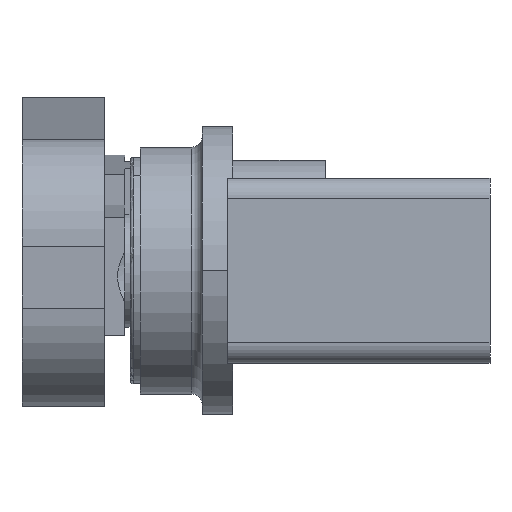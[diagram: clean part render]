
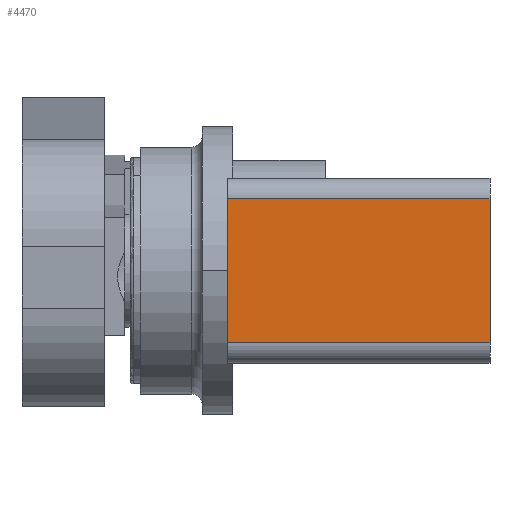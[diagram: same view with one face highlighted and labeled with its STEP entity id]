
A CAD part, left-side view. The second image highlights one B-rep face of the part: STEP entity #4470.
In plain terms, the highlighted planar face has unit normal (-1, 0, 0).
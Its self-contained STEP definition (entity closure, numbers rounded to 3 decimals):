
#300 = CARTESIAN_POINT ( 'NONE',  ( -26., 0., -7. ) ) ;
#1205 = VECTOR ( 'NONE', #6030, 1000. ) ;
#1524 = LINE ( 'NONE', #7350, #8087 ) ;
#2306 = LINE ( 'NONE', #7931, #5315 ) ;
#2423 = CARTESIAN_POINT ( 'NONE',  ( -26., 25.5, -9. ) ) ;
#2620 = ORIENTED_EDGE ( 'NONE', *, *, #8249, .T. ) ;
#3235 = AXIS2_PLACEMENT_3D ( 'NONE', #2423, #5722, #9009 ) ;
#3867 = DIRECTION ( 'NONE',  ( 0., -1., 0. ) ) ;
#3940 = EDGE_CURVE ( 'NONE', #9177, #6605, #1524, .T. ) ;
#4350 = EDGE_CURVE ( 'NONE', #9177, #7010, #2306, .T. ) ;
#4470 = ADVANCED_FACE ( 'NONE', ( #7335 ), #9065, .F. ) ;
#4672 = CARTESIAN_POINT ( 'NONE',  ( -26., 25.5, 7. ) ) ;
#4722 = LINE ( 'NONE', #4672, #7306 ) ;
#4763 = EDGE_CURVE ( 'NONE', #9058, #7010, #4722, .T. ) ;
#5041 = ORIENTED_EDGE ( 'NONE', *, *, #4350, .F. ) ;
#5315 = VECTOR ( 'NONE', #5557, 1000. ) ;
#5557 = DIRECTION ( 'NONE',  ( 0., 0., 1. ) ) ;
#5722 = DIRECTION ( 'NONE',  ( 1., 0., 0. ) ) ;
#5974 = CARTESIAN_POINT ( 'NONE',  ( -26., 0., -9. ) ) ;
#6030 = DIRECTION ( 'NONE',  ( 0., 0., 1. ) ) ;
#6304 = EDGE_LOOP ( 'NONE', ( #2620, #9440, #5041, #7670 ) ) ;
#6605 = VERTEX_POINT ( 'NONE', #300 ) ;
#7010 = VERTEX_POINT ( 'NONE', #9187 ) ;
#7306 = VECTOR ( 'NONE', #8722, 1000. ) ;
#7335 = FACE_OUTER_BOUND ( 'NONE', #6304, .T. ) ;
#7350 = CARTESIAN_POINT ( 'NONE',  ( -26., 25.5, -7. ) ) ;
#7670 = ORIENTED_EDGE ( 'NONE', *, *, #3940, .T. ) ;
#7705 = CARTESIAN_POINT ( 'NONE',  ( -26., 0., 7. ) ) ;
#7931 = CARTESIAN_POINT ( 'NONE',  ( -26., 25.5, -9. ) ) ;
#8087 = VECTOR ( 'NONE', #3867, 1000. ) ;
#8249 = EDGE_CURVE ( 'NONE', #6605, #9058, #10076, .T. ) ;
#8722 = DIRECTION ( 'NONE',  ( 0., 1., 0. ) ) ;
#9009 = DIRECTION ( 'NONE',  ( 0., 0., -1. ) ) ;
#9058 = VERTEX_POINT ( 'NONE', #7705 ) ;
#9065 = PLANE ( 'NONE',  #3235 ) ;
#9177 = VERTEX_POINT ( 'NONE', #10398 ) ;
#9187 = CARTESIAN_POINT ( 'NONE',  ( -26., 25.5, 7. ) ) ;
#9440 = ORIENTED_EDGE ( 'NONE', *, *, #4763, .T. ) ;
#10076 = LINE ( 'NONE', #5974, #1205 ) ;
#10398 = CARTESIAN_POINT ( 'NONE',  ( -26., 25.5, -7. ) ) ;
